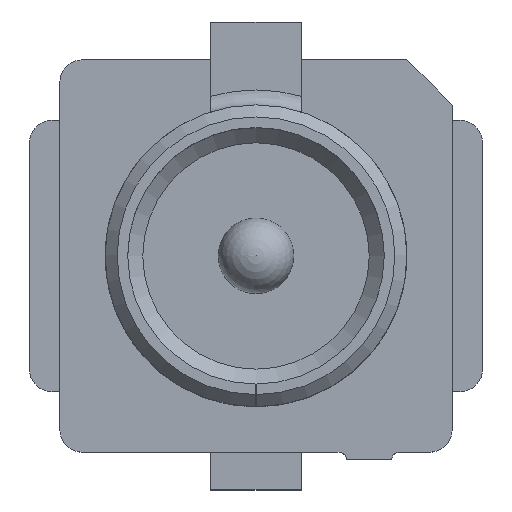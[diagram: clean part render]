
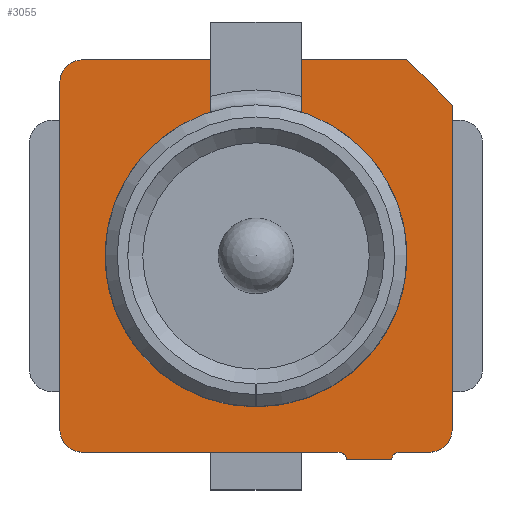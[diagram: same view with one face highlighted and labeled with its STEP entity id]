
A CAD part, top view. The second image highlights one B-rep face of the part: STEP entity #3055.
In plain terms, the highlighted planar face has unit normal (0, 0, 1).
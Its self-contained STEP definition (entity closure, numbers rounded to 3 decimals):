
#197=PLANE('',#3380);
#373=LINE('',#4943,#645);
#393=LINE('',#5050,#665);
#397=LINE('',#5071,#669);
#420=LINE('',#5186,#692);
#424=LINE('',#5207,#696);
#431=LINE('',#5229,#703);
#434=LINE('',#5236,#706);
#440=LINE('',#5260,#712);
#444=LINE('',#5271,#716);
#449=LINE('',#5294,#721);
#453=LINE('',#5306,#725);
#457=LINE('',#5318,#729);
#461=LINE('',#5325,#733);
#462=LINE('',#5327,#734);
#465=LINE('',#5332,#737);
#469=LINE('',#5342,#741);
#645=VECTOR('',#3951,1000.);
#665=VECTOR('',#3997,1000.);
#669=VECTOR('',#4009,1000.);
#692=VECTOR('',#4068,1000.);
#696=VECTOR('',#4080,1000.);
#703=VECTOR('',#4099,1000.);
#706=VECTOR('',#4104,1000.);
#712=VECTOR('',#4122,1000.);
#716=VECTOR('',#4132,1000.);
#721=VECTOR('',#4161,1000.);
#725=VECTOR('',#4173,1000.);
#729=VECTOR('',#4185,1000.);
#733=VECTOR('',#4191,1000.);
#734=VECTOR('',#4194,1000.);
#737=VECTOR('',#4197,1000.);
#741=VECTOR('',#4209,1000.);
#1608=ORIENTED_EDGE('',*,*,#1966,.T.);
#1609=ORIENTED_EDGE('',*,*,#2040,.F.);
#1610=ORIENTED_EDGE('',*,*,#2033,.F.);
#1611=ORIENTED_EDGE('',*,*,#2080,.T.);
#1612=ORIENTED_EDGE('',*,*,#2039,.F.);
#1613=ORIENTED_EDGE('',*,*,#2043,.F.);
#1614=ORIENTED_EDGE('',*,*,#2003,.T.);
#1615=ORIENTED_EDGE('',*,*,#1974,.T.);
#1616=ORIENTED_EDGE('',*,*,#2011,.F.);
#1617=ORIENTED_EDGE('',*,*,#2042,.T.);
#1618=ORIENTED_EDGE('',*,*,#2023,.T.);
#1619=ORIENTED_EDGE('',*,*,#2072,.T.);
#1620=ORIENTED_EDGE('',*,*,#2075,.T.);
#1621=ORIENTED_EDGE('',*,*,#2078,.T.);
#1622=ORIENTED_EDGE('',*,*,#2045,.T.);
#1623=ORIENTED_EDGE('',*,*,#1925,.T.);
#1624=ORIENTED_EDGE('',*,*,#2049,.T.);
#1625=ORIENTED_EDGE('',*,*,#2052,.T.);
#1626=ORIENTED_EDGE('',*,*,#2055,.T.);
#1627=ORIENTED_EDGE('',*,*,#2058,.T.);
#1628=ORIENTED_EDGE('',*,*,#2061,.T.);
#1629=ORIENTED_EDGE('',*,*,#2064,.T.);
#1630=ORIENTED_EDGE('',*,*,#2068,.T.);
#1631=ORIENTED_EDGE('',*,*,#2069,.T.);
#1632=ORIENTED_EDGE('',*,*,#2020,.T.);
#1633=ORIENTED_EDGE('',*,*,#2041,.F.);
#1634=ORIENTED_EDGE('',*,*,#1958,.T.);
#1635=ORIENTED_EDGE('',*,*,#1929,.T.);
#1925=EDGE_CURVE('',#2278,#2277,#373,.T.);
#1929=EDGE_CURVE('',#2282,#2281,#2471,.T.);
#1958=EDGE_CURVE('',#2304,#2282,#393,.T.);
#1966=EDGE_CURVE('',#2281,#2308,#397,.T.);
#1974=EDGE_CURVE('',#2313,#2312,#2481,.T.);
#2003=EDGE_CURVE('',#2335,#2313,#420,.T.);
#2011=EDGE_CURVE('',#2339,#2312,#424,.T.);
#2020=EDGE_CURVE('',#2345,#2344,#431,.T.);
#2023=EDGE_CURVE('',#2348,#2347,#434,.T.);
#2033=EDGE_CURVE('',#2355,#2356,#440,.T.);
#2039=EDGE_CURVE('',#2359,#2357,#444,.T.);
#2040=EDGE_CURVE('',#2356,#2308,#2496,.T.);
#2041=EDGE_CURVE('',#2304,#2344,#2497,.F.);
#2042=EDGE_CURVE('',#2339,#2348,#2498,.F.);
#2043=EDGE_CURVE('',#2335,#2359,#2499,.T.);
#2045=EDGE_CURVE('',#2361,#2278,#2501,.T.);
#2049=EDGE_CURVE('',#2277,#2363,#2503,.T.);
#2052=EDGE_CURVE('',#2363,#2365,#449,.T.);
#2055=EDGE_CURVE('',#2365,#2367,#2505,.T.);
#2058=EDGE_CURVE('',#2367,#2369,#453,.T.);
#2061=EDGE_CURVE('',#2369,#2371,#2507,.T.);
#2064=EDGE_CURVE('',#2371,#2373,#457,.T.);
#2068=EDGE_CURVE('',#2373,#2375,#461,.T.);
#2069=EDGE_CURVE('',#2375,#2345,#462,.T.);
#2072=EDGE_CURVE('',#2347,#2377,#465,.T.);
#2075=EDGE_CURVE('',#2377,#2379,#2509,.T.);
#2078=EDGE_CURVE('',#2379,#2361,#469,.T.);
#2080=EDGE_CURVE('',#2355,#2357,#2511,.T.);
#2277=VERTEX_POINT('',#4942);
#2278=VERTEX_POINT('',#4944);
#2281=VERTEX_POINT('',#4954);
#2282=VERTEX_POINT('',#4956);
#2304=VERTEX_POINT('',#5051);
#2308=VERTEX_POINT('',#5070);
#2312=VERTEX_POINT('',#5090);
#2313=VERTEX_POINT('',#5092);
#2335=VERTEX_POINT('',#5187);
#2339=VERTEX_POINT('',#5206);
#2344=VERTEX_POINT('',#5228);
#2345=VERTEX_POINT('',#5230);
#2347=VERTEX_POINT('',#5235);
#2348=VERTEX_POINT('',#5237);
#2355=VERTEX_POINT('',#5259);
#2356=VERTEX_POINT('',#5261);
#2357=VERTEX_POINT('',#5266);
#2359=VERTEX_POINT('',#5270);
#2361=VERTEX_POINT('',#5281);
#2363=VERTEX_POINT('',#5287);
#2365=VERTEX_POINT('',#5293);
#2367=VERTEX_POINT('',#5299);
#2369=VERTEX_POINT('',#5305);
#2371=VERTEX_POINT('',#5311);
#2373=VERTEX_POINT('',#5317);
#2375=VERTEX_POINT('',#5324);
#2377=VERTEX_POINT('',#5331);
#2379=VERTEX_POINT('',#5337);
#2471=CIRCLE('',#3291,1.);
#2481=CIRCLE('',#3313,1.);
#2496=CIRCLE('',#3346,0.856);
#2497=CIRCLE('',#3347,0.856);
#2498=CIRCLE('',#3348,0.856);
#2499=CIRCLE('',#3349,0.856);
#2501=CIRCLE('',#3352,0.15);
#2503=CIRCLE('',#3355,0.05);
#2505=CIRCLE('',#3359,0.05);
#2507=CIRCLE('',#3363,0.15);
#2509=CIRCLE('',#3369,0.15);
#2511=CIRCLE('',#3374,0.925);
#2684=EDGE_LOOP('',(#1608,#1609,#1610,#1611,#1612,#1613,#1614,#1615,#1616,
#1617,#1618,#1619,#1620,#1621,#1622,#1623,#1624,#1625,#1626,#1627,#1628,
#1629,#1630,#1631,#1632,#1633,#1634,#1635));
#2855=FACE_BOUND('',#2684,.T.);
#3055=ADVANCED_FACE('',(#2855),#197,.T.);
#3291=AXIS2_PLACEMENT_3D('',#4955,#3956,#3957);
#3313=AXIS2_PLACEMENT_3D('',#5091,#4027,#4028);
#3346=AXIS2_PLACEMENT_3D('',#5273,#4135,#4136);
#3347=AXIS2_PLACEMENT_3D('',#5274,#4137,#4138);
#3348=AXIS2_PLACEMENT_3D('',#5275,#4139,#4140);
#3349=AXIS2_PLACEMENT_3D('',#5276,#4141,#4142);
#3352=AXIS2_PLACEMENT_3D('',#5280,#4147,#4148);
#3355=AXIS2_PLACEMENT_3D('',#5288,#4155,#4156);
#3359=AXIS2_PLACEMENT_3D('',#5300,#4167,#4168);
#3363=AXIS2_PLACEMENT_3D('',#5312,#4179,#4180);
#3369=AXIS2_PLACEMENT_3D('',#5338,#4203,#4204);
#3374=AXIS2_PLACEMENT_3D('',#5346,#4216,#4217);
#3380=AXIS2_PLACEMENT_3D('',#5353,#4228,#4229);
#3951=DIRECTION('',(1.,0.,0.));
#3956=DIRECTION('',(0.,0.,-1.));
#3957=DIRECTION('',(-1.,0.,0.));
#3997=DIRECTION('',(1.,0.,0.));
#4009=DIRECTION('',(-1.,0.,0.));
#4027=DIRECTION('',(0.,0.,-1.));
#4028=DIRECTION('',(-1.,0.,0.));
#4068=DIRECTION('',(-1.,0.,0.));
#4080=DIRECTION('',(-1.,0.,0.));
#4099=DIRECTION('',(0.,-1.,0.));
#4104=DIRECTION('',(0.,1.,0.));
#4122=DIRECTION('',(-0.005,1.,0.));
#4132=DIRECTION('',(-0.005,-1.,0.));
#4135=DIRECTION('',(0.,0.,1.));
#4136=DIRECTION('',(1.,0.,0.));
#4137=DIRECTION('',(0.,0.,-1.));
#4138=DIRECTION('',(-1.,0.,0.));
#4139=DIRECTION('',(0.,0.,1.));
#4140=DIRECTION('',(1.,0.,0.));
#4141=DIRECTION('',(0.,0.,1.));
#4142=DIRECTION('',(1.,0.,0.));
#4147=DIRECTION('',(0.,0.,1.));
#4148=DIRECTION('',(1.,0.,0.));
#4155=DIRECTION('',(0.,0.,-1.));
#4156=DIRECTION('',(-1.,0.,0.));
#4161=DIRECTION('',(1.,0.,0.));
#4167=DIRECTION('',(0.,0.,-1.));
#4168=DIRECTION('',(1.,0.,0.));
#4173=DIRECTION('',(1.,0.,0.));
#4179=DIRECTION('',(0.,0.,1.));
#4180=DIRECTION('',(-1.,0.,0.));
#4185=DIRECTION('',(0.,1.,0.));
#4191=DIRECTION('',(-0.707,0.707,0.));
#4194=DIRECTION('',(-1.,0.,0.));
#4197=DIRECTION('',(-1.,0.,0.));
#4203=DIRECTION('',(0.,0.,1.));
#4204=DIRECTION('',(1.,0.,0.));
#4209=DIRECTION('',(0.,-1.,0.));
#4216=DIRECTION('',(0.,0.,-1.));
#4217=DIRECTION('',(1.,0.,0.));
#4228=DIRECTION('',(0.,0.,1.));
#4229=DIRECTION('',(1.,0.,0.));
#4942=CARTESIAN_POINT('',(0.55,-1.3,0.35));
#4943=CARTESIAN_POINT('',(-1.15,-1.3,0.35));
#4944=CARTESIAN_POINT('',(-1.15,-1.3,0.35));
#4954=CARTESIAN_POINT('',(0.968,-0.25,0.35));
#4955=CARTESIAN_POINT('',(0.,0.,0.35));
#4956=CARTESIAN_POINT('',(0.968,0.25,0.35));
#5050=CARTESIAN_POINT('',(0.3,0.25,0.35));
#5051=CARTESIAN_POINT('',(0.819,0.25,0.35));
#5070=CARTESIAN_POINT('',(0.819,-0.25,0.35));
#5071=CARTESIAN_POINT('',(1.152,-0.25,0.35));
#5090=CARTESIAN_POINT('',(-0.968,0.25,0.35));
#5091=CARTESIAN_POINT('',(0.,0.,0.35));
#5092=CARTESIAN_POINT('',(-0.968,-0.25,0.35));
#5186=CARTESIAN_POINT('',(-0.812,-0.25,0.35));
#5187=CARTESIAN_POINT('',(-0.819,-0.25,0.35));
#5206=CARTESIAN_POINT('',(-0.819,0.25,0.35));
#5207=CARTESIAN_POINT('',(-0.3,0.25,0.35));
#5228=CARTESIAN_POINT('',(0.3,0.802,0.35));
#5229=CARTESIAN_POINT('',(0.3,1.551,0.35));
#5230=CARTESIAN_POINT('',(0.3,1.3,0.35));
#5235=CARTESIAN_POINT('',(-0.3,1.3,0.35));
#5236=CARTESIAN_POINT('',(-0.3,-1.15,0.35));
#5237=CARTESIAN_POINT('',(-0.3,0.802,0.35));
#5259=CARTESIAN_POINT('',(0.005,-0.925,0.35));
#5260=CARTESIAN_POINT('',(0.,0.,0.35));
#5261=CARTESIAN_POINT('',(0.004,-0.856,0.35));
#5266=CARTESIAN_POINT('',(-0.005,-0.925,0.35));
#5270=CARTESIAN_POINT('',(-0.004,-0.856,0.35));
#5271=CARTESIAN_POINT('',(0.,0.,0.35));
#5273=CARTESIAN_POINT('',(0.,0.,0.35));
#5274=CARTESIAN_POINT('',(0.,0.,0.35));
#5275=CARTESIAN_POINT('',(0.,0.,0.35));
#5276=CARTESIAN_POINT('',(0.,0.,0.35));
#5280=CARTESIAN_POINT('',(-1.15,-1.15,0.35));
#5281=CARTESIAN_POINT('',(-1.3,-1.15,0.35));
#5287=CARTESIAN_POINT('',(0.6,-1.35,0.35));
#5288=CARTESIAN_POINT('',(0.55,-1.35,0.35));
#5293=CARTESIAN_POINT('',(0.9,-1.35,0.35));
#5294=CARTESIAN_POINT('',(0.9,-1.35,0.35));
#5299=CARTESIAN_POINT('',(0.95,-1.3,0.35));
#5300=CARTESIAN_POINT('',(0.95,-1.35,0.35));
#5305=CARTESIAN_POINT('',(1.15,-1.3,0.35));
#5306=CARTESIAN_POINT('',(0.95,-1.3,0.35));
#5311=CARTESIAN_POINT('',(1.3,-1.15,0.35));
#5312=CARTESIAN_POINT('',(1.15,-1.15,0.35));
#5317=CARTESIAN_POINT('',(1.3,1.,0.35));
#5318=CARTESIAN_POINT('',(1.3,-1.15,0.35));
#5324=CARTESIAN_POINT('',(1.,1.3,0.35));
#5325=CARTESIAN_POINT('',(1.,1.3,0.35));
#5327=CARTESIAN_POINT('',(1.,1.3,0.35));
#5331=CARTESIAN_POINT('',(-1.15,1.3,0.35));
#5332=CARTESIAN_POINT('',(1.,1.3,0.35));
#5337=CARTESIAN_POINT('',(-1.3,1.15,0.35));
#5338=CARTESIAN_POINT('',(-1.15,1.15,0.35));
#5342=CARTESIAN_POINT('',(-1.3,1.15,0.35));
#5346=CARTESIAN_POINT('',(0.,0.,0.35));
#5353=CARTESIAN_POINT('',(-1.15,-1.15,0.35));
